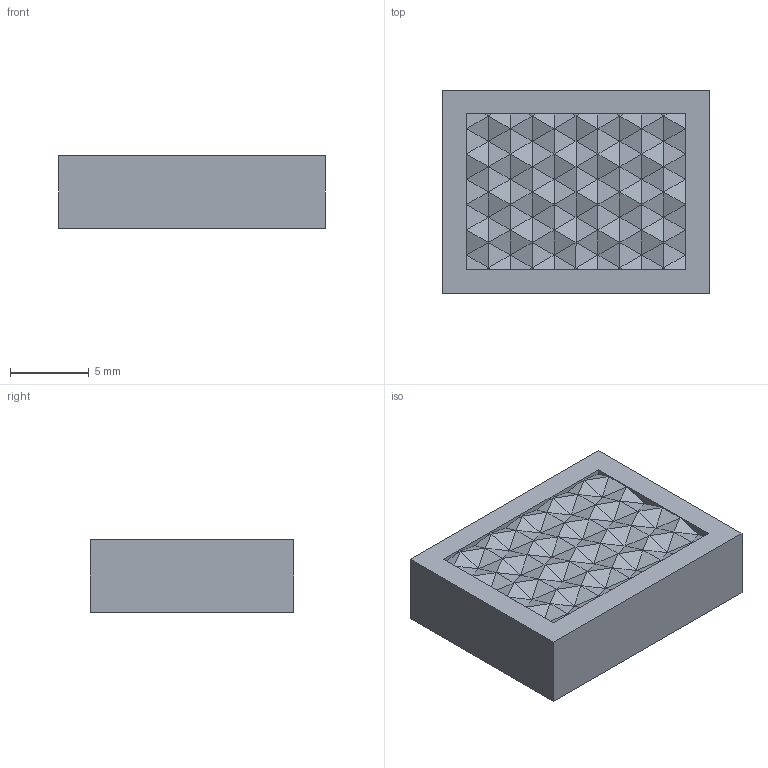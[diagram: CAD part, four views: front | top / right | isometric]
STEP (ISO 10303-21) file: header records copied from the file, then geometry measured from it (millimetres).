
FILE_DESCRIPTION(('Creo Elements/Direct Modeling STEP Export'),'2;1');
FILE_NAME('ER640.stp','2017-08-30T12:29:25',('Palle Edslev '),('EDSLEV A/S'),'Creo Elements/Direct Modeling STEP processor for AP214 (Solid Model)','Creo Elements/Direct Modeling 18.1H 24-Oct-2015 (C) Parametric Technology GmbH','');
FILE_SCHEMA(('AUTOMOTIVE_DESIGN { 1 0 10303 214 1 1 1 1 }'));
Length unit declared in the file: millimetre
Products named in the file (1): ER640
Bounding box: 16.9 x 12.9 x 4.61 mm (x, y, z)
Volume: 973.7 mm3; surface area: 729.4 mm2
Topology: 1 solids, 1 shells, 160 faces, 282 edges, 125 vertices
Faces by surface type: plane 160
Entity records: 3536 total; most frequent: DIRECTION 604, CARTESIAN_POINT 568, ORIENTED_EDGE 564, VECTOR 282, LINE 282, EDGE_CURVE 282, AXIS2_PLACEMENT_3D 161, EDGE_LOOP 161
